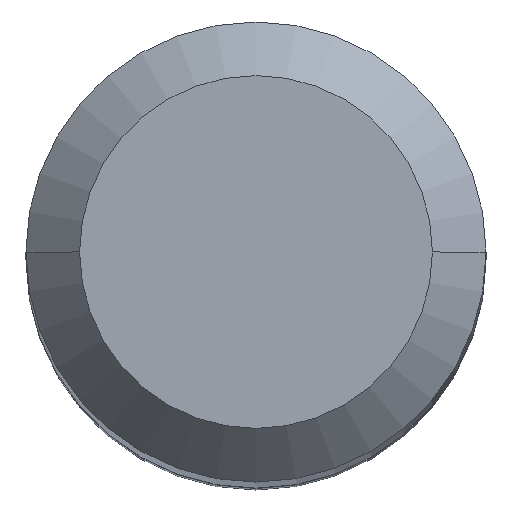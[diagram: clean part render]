
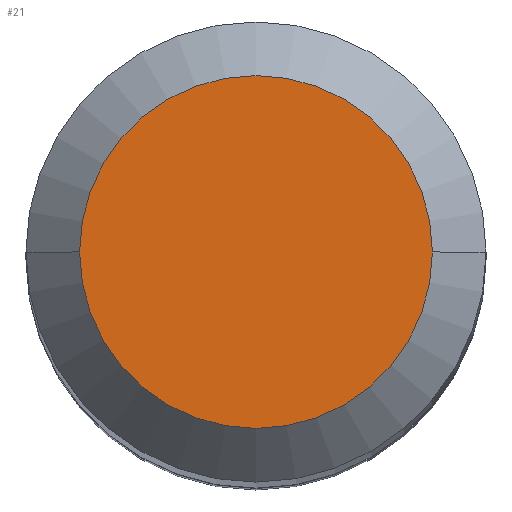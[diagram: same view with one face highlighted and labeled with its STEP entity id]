
A CAD part, top view. The second image highlights one B-rep face of the part: STEP entity #21.
In plain terms, the highlighted planar face has unit normal (0, 0, 1).
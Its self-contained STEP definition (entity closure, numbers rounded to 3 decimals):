
#20 = CARTESIAN_POINT ( 'NONE',  ( 0., 0., 0. ) ) ;
#21 = ADVANCED_FACE ( 'NONE', ( #347 ), #578, .F. ) ;
#183 = CARTESIAN_POINT ( 'NONE',  ( 2.3, 0., 0. ) ) ;
#241 = EDGE_CURVE ( 'NONE', #601, #311, #688, .T. ) ;
#266 = AXIS2_PLACEMENT_3D ( 'NONE', #583, #700, #460 ) ;
#292 = CARTESIAN_POINT ( 'NONE',  ( 0., 0., 0. ) ) ;
#311 = VERTEX_POINT ( 'NONE', #183 ) ;
#323 = CARTESIAN_POINT ( 'NONE',  ( -2.3, 0., 0. ) ) ;
#329 = ORIENTED_EDGE ( 'NONE', *, *, #530, .T. ) ;
#347 = FACE_OUTER_BOUND ( 'NONE', #384, .T. ) ;
#368 = DIRECTION ( 'NONE',  ( 1., 0., 0. ) ) ;
#384 = EDGE_LOOP ( 'NONE', ( #632, #329 ) ) ;
#423 = DIRECTION ( 'NONE',  ( 1., 0., 0. ) ) ;
#456 = AXIS2_PLACEMENT_3D ( 'NONE', #20, #614, #423 ) ;
#460 = DIRECTION ( 'NONE',  ( -1., 0., 0. ) ) ;
#530 = EDGE_CURVE ( 'NONE', #311, #601, #683, .T. ) ;
#578 = PLANE ( 'NONE',  #266 ) ;
#583 = CARTESIAN_POINT ( 'NONE',  ( 0., 2.3, 0. ) ) ;
#601 = VERTEX_POINT ( 'NONE', #323 ) ;
#614 = DIRECTION ( 'NONE',  ( 0., 0., 1. ) ) ;
#632 = ORIENTED_EDGE ( 'NONE', *, *, #241, .T. ) ;
#653 = AXIS2_PLACEMENT_3D ( 'NONE', #292, #766, #368 ) ;
#683 = CIRCLE ( 'NONE', #653, 2.3 ) ;
#688 = CIRCLE ( 'NONE', #456, 2.3 ) ;
#700 = DIRECTION ( 'NONE',  ( 0., 0., -1. ) ) ;
#766 = DIRECTION ( 'NONE',  ( 0., 0., 1. ) ) ;
